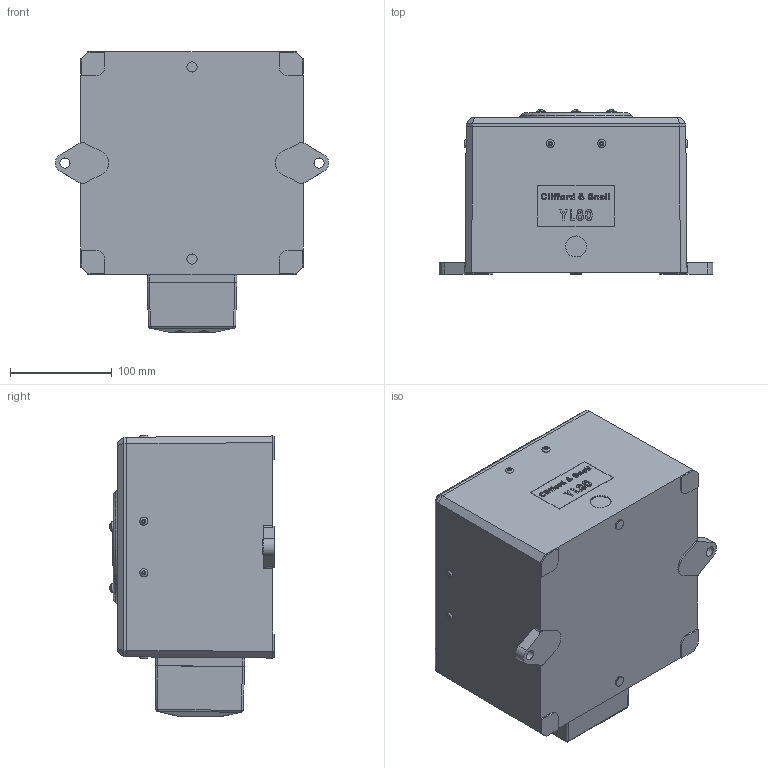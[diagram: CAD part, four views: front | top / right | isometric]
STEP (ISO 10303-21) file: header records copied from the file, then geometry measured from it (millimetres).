
FILE_DESCRIPTION (( 'STEP AP214' ), '1' );
FILE_NAME ('YL80, Rev2.STEP', '2023-01-13T23:41:13', ( '' ), ( '' ), 'SwSTEP 2.0', 'SolidWorks 2022', '' );
FILE_SCHEMA (( 'AUTOMOTIVE_DESIGN' ));
Length unit declared in the file: millimetre
Products named in the file (1): YL80, Rev2
Bounding box: 269 x 161.73 x 276.97 mm (x, y, z)
Volume: 7087120.5 mm3; surface area: 416236.3 mm2
Topology: 59 solids, 71 shells, 1210 faces, 2994 edges, 1955 vertices
Faces by surface type: plane 695, bspline 266, cone 119, cylinder 106, torus 13, sphere 11
Full cylindrical faces by diameter (mm): 2.5 x2, 4 x12, 4.5 x4, 5 x3, 7.2 x4, 8.5 x4, 9 x3, 10 x4, 20.64 x1
Entity records: 59575 total; most frequent: CARTESIAN_POINT 20896, ORIENTED_EDGE 5734, DIRECTION 4343, EDGE_CURVE 2867, VERTEX_POINT 1940, VECTOR 1725, LINE 1725, EDGE_LOOP 1403
